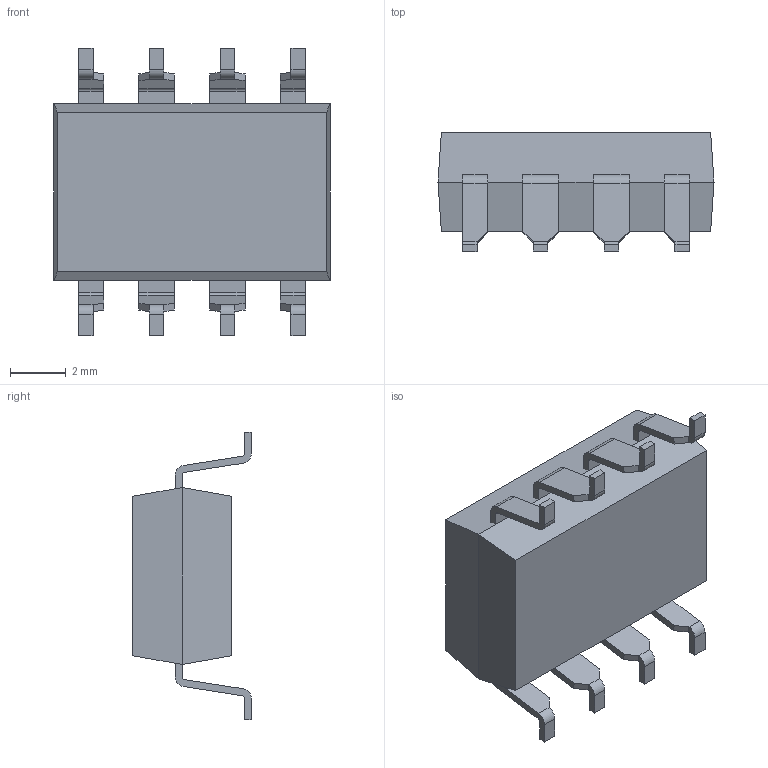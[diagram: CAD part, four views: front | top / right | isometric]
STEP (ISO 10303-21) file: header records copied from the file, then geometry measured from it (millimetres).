
FILE_DESCRIPTION (( 'STEP AP214' ), '1' );
FILE_NAME ('User Library-IL300-F-X007.STEP', '2022-02-15T08:30:13', ( '' ), ( '' ), 'SwSTEP 2.0', 'SolidWorks 2021', '' );
FILE_SCHEMA (( 'AUTOMOTIVE_DESIGN' ));
Length unit declared in the file: millimetre
Products named in the file (5): IL300-F-X007 wide leg; IL300-F-X007 narrow leg 2; User Library-IL300-F-X007; IL300-F-X007 body; IL300-F-X007 narrow leg 1
Assembly tree (9 placements, depth 2):
  User Library-IL300-F-X007
    IL300-F-X007 body
    IL300-F-X007 wide leg  x4
    IL300-F-X007 narrow leg 1  x2
    IL300-F-X007 narrow leg 2  x2
Bounding box: 9.91 x 4.26 x 10.3 mm (x, y, z)
Volume: 223.9 mm3; surface area: 369.1 mm2
Topology: 9 solids, 9 shells, 149 faces, 362 edges, 232 vertices
Faces by surface type: plane 115, cylinder 34
Entity records: 2067 total; most frequent: DIRECTION 328, CARTESIAN_POINT 321, ORIENTED_EDGE 300, EDGE_CURVE 150, VECTOR 122, LINE 122, AXIS2_PLACEMENT_3D 103, VERTEX_POINT 96
